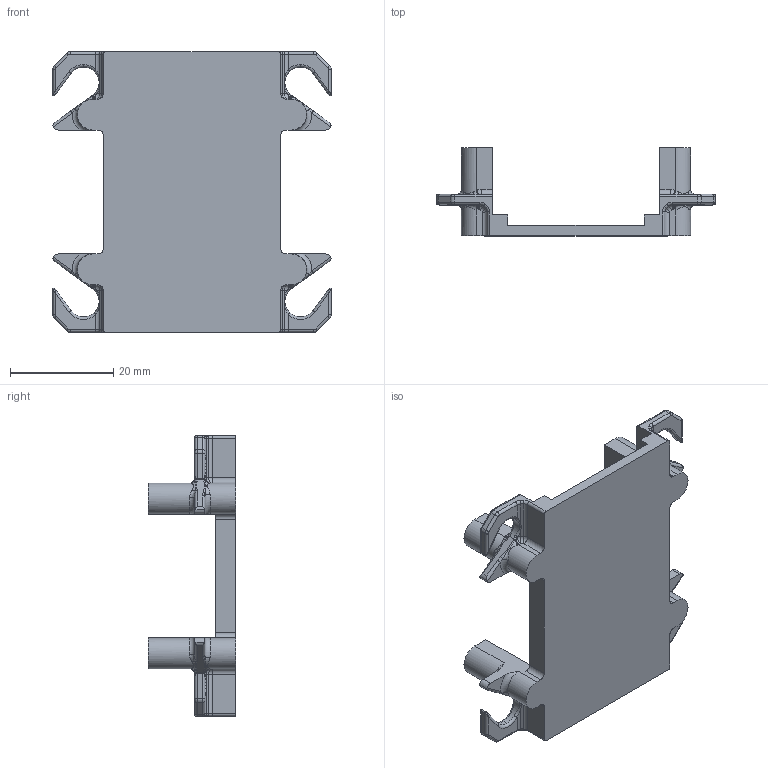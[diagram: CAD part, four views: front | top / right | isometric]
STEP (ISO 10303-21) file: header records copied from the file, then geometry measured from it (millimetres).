
FILE_DESCRIPTION (( 'STEP AP214' ), '1' );
FILE_NAME ('FCMountingPlate.STEP', '2025-10-13T03:07:08', ( '' ), ( '' ), 'SwSTEP 2.0', 'SolidWorks 2025', '' );
FILE_SCHEMA (( 'AUTOMOTIVE_DESIGN' ));
Length unit declared in the file: millimetre
Products named in the file (1): FCMountingPlate
Bounding box: 53.89 x 17 x 54.4 mm (x, y, z)
Volume: 6493.6 mm3; surface area: 7349.2 mm2
Topology: 1 solids, 1 shells, 356 faces, 890 edges, 520 vertices
Faces by surface type: cylinder 130, bspline 88, plane 78, torus 44, cone 8, sphere 8
Entity records: 12669 total; most frequent: CARTESIAN_POINT 4811, ORIENTED_EDGE 1740, DIRECTION 1572, EDGE_CURVE 870, AXIS2_PLACEMENT_3D 617, VERTEX_POINT 520, EDGE_LOOP 360, ADVANCED_FACE 356
